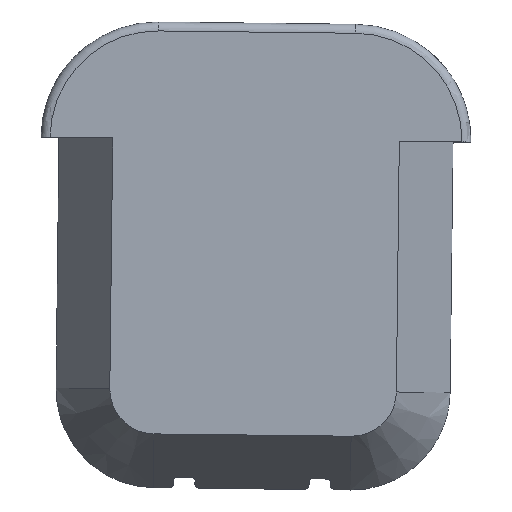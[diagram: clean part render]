
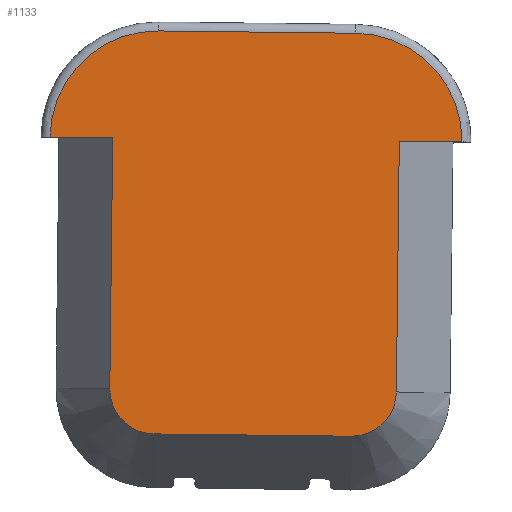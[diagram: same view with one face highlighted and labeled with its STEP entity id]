
A CAD part, top view. The second image highlights one B-rep face of the part: STEP entity #1133.
In plain terms, the highlighted planar face has unit normal (0, 0, 1).
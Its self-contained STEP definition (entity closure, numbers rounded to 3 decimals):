
#68=PLANE('',#1263);
#127=FACE_OUTER_BOUND('',#189,.T.);
#189=EDGE_LOOP('',(#1027,#1028,#1029,#1030,#1031,#1032,#1033,#1034,#1035,
#1036,#1037,#1038));
#237=LINE('',#1749,#337);
#260=LINE('',#1838,#360);
#282=LINE('',#2012,#382);
#284=LINE('',#2021,#384);
#288=LINE('',#2029,#388);
#289=LINE('',#2030,#389);
#292=LINE('',#2036,#392);
#293=LINE('',#2037,#393);
#337=VECTOR('',#1392,10.);
#360=VECTOR('',#1475,10.);
#382=VECTOR('',#1565,10.);
#384=VECTOR('',#1577,10.);
#388=VECTOR('',#1585,10.);
#389=VECTOR('',#1586,10.);
#392=VECTOR('',#1593,10.);
#393=VECTOR('',#1594,10.);
#427=CIRCLE('',#1214,30.);
#433=CIRCLE('',#1223,30.);
#441=CIRCLE('',#1256,12.5);
#442=CIRCLE('',#1258,12.5);
#505=VERTEX_POINT('',#1746);
#506=VERTEX_POINT('',#1748);
#524=VERTEX_POINT('',#1805);
#528=VERTEX_POINT('',#1823);
#529=VERTEX_POINT('',#1825);
#532=VERTEX_POINT('',#1836);
#536=VERTEX_POINT('',#1856);
#547=VERTEX_POINT('',#2010);
#548=VERTEX_POINT('',#2016);
#549=VERTEX_POINT('',#2020);
#551=VERTEX_POINT('',#2028);
#552=VERTEX_POINT('',#2035);
#625=EDGE_CURVE('',#505,#506,#237,.T.);
#659=EDGE_CURVE('',#528,#529,#427,.T.);
#666=EDGE_CURVE('',#529,#532,#260,.T.);
#669=EDGE_CURVE('',#532,#524,#433,.T.);
#706=EDGE_CURVE('',#547,#536,#282,.T.);
#707=EDGE_CURVE('',#506,#547,#441,.T.);
#709=EDGE_CURVE('',#548,#505,#442,.T.);
#710=EDGE_CURVE('',#549,#548,#284,.T.);
#714=EDGE_CURVE('',#524,#551,#288,.T.);
#715=EDGE_CURVE('',#551,#549,#289,.T.);
#718=EDGE_CURVE('',#528,#552,#292,.T.);
#719=EDGE_CURVE('',#536,#552,#293,.T.);
#1027=ORIENTED_EDGE('',*,*,#659,.F.);
#1028=ORIENTED_EDGE('',*,*,#718,.T.);
#1029=ORIENTED_EDGE('',*,*,#719,.F.);
#1030=ORIENTED_EDGE('',*,*,#706,.F.);
#1031=ORIENTED_EDGE('',*,*,#707,.F.);
#1032=ORIENTED_EDGE('',*,*,#625,.F.);
#1033=ORIENTED_EDGE('',*,*,#709,.F.);
#1034=ORIENTED_EDGE('',*,*,#710,.F.);
#1035=ORIENTED_EDGE('',*,*,#715,.F.);
#1036=ORIENTED_EDGE('',*,*,#714,.F.);
#1037=ORIENTED_EDGE('',*,*,#669,.F.);
#1038=ORIENTED_EDGE('',*,*,#666,.F.);
#1133=ADVANCED_FACE('',(#127),#68,.T.);
#1214=AXIS2_PLACEMENT_3D('',#1826,#1459,#1460);
#1223=AXIS2_PLACEMENT_3D('',#1850,#1480,#1481);
#1256=AXIS2_PLACEMENT_3D('',#2014,#1568,#1569);
#1258=AXIS2_PLACEMENT_3D('',#2018,#1573,#1574);
#1263=AXIS2_PLACEMENT_3D('',#2034,#1591,#1592);
#1392=DIRECTION('',(-1.,0.012,0.));
#1459=DIRECTION('center_axis',(0.,0.,
-1.));
#1460=DIRECTION('ref_axis',(-0.699,0.715,0.));
#1475=DIRECTION('',(1.,-0.012,0.));
#1480=DIRECTION('center_axis',(0.,0.,
-1.));
#1481=DIRECTION('ref_axis',(0.715,0.699,0.));
#1565=DIRECTION('',(0.012,1.,0.));
#1568=DIRECTION('center_axis',(0.,0.,
-1.));
#1569=DIRECTION('ref_axis',(-0.012,-1.,0.));
#1573=DIRECTION('center_axis',(0.,0.,
-1.));
#1574=DIRECTION('ref_axis',(1.,-0.012,0.));
#1577=DIRECTION('',(-0.012,-1.,0.));
#1585=DIRECTION('',(-1.,0.012,0.));
#1586=DIRECTION('',(-0.012,-1.,0.));
#1591=DIRECTION('center_axis',(0.,0.,
1.));
#1592=DIRECTION('ref_axis',(1.,0.,0.));
#1593=DIRECTION('',(1.,-0.012,0.));
#1594=DIRECTION('',(0.012,1.,0.));
#1746=CARTESIAN_POINT('',(26.945,-777.503,-169.557));
#1748=CARTESIAN_POINT('',(-28.051,-776.863,-169.557));
#1749=CARTESIAN_POINT('',(26.945,-777.503,-169.557));
#1805=CARTESIAN_POINT('',(57.903,-695.358,-169.539));
#1823=CARTESIAN_POINT('',(-57.089,-694.02,-169.539));
#1825=CARTESIAN_POINT('',(-26.742,-664.371,-169.533));
#1826=CARTESIAN_POINT('Origin',(-27.091,-694.369,-169.539));
#1836=CARTESIAN_POINT('',(28.254,-665.011,-169.533));
#1838=CARTESIAN_POINT('',(-42.991,-664.182,-169.533));
#1850=CARTESIAN_POINT('Origin',(27.905,-695.009,-169.539));
#1856=CARTESIAN_POINT('',(-39.591,-694.25,-169.539));
#2010=CARTESIAN_POINT('',(-40.405,-764.219,-169.554));
#2012=CARTESIAN_POINT('',(-40.405,-764.219,-169.554));
#2014=CARTESIAN_POINT('Origin',(-27.906,-764.364,-169.554));
#2016=CARTESIAN_POINT('',(39.59,-765.15,-169.554));
#2018=CARTESIAN_POINT('Origin',(27.091,-765.004,-169.554));
#2020=CARTESIAN_POINT('',(40.404,-695.181,-169.539));
#2021=CARTESIAN_POINT('',(39.997,-730.152,-169.547));
#2028=CARTESIAN_POINT('',(40.404,-695.154,-169.539));
#2029=CARTESIAN_POINT('',(40.404,-695.154,-169.539));
#2030=CARTESIAN_POINT('',(40.404,-695.154,-169.539));
#2034=CARTESIAN_POINT('Origin',(-59.589,-693.991,-169.539));
#2035=CARTESIAN_POINT('',(-39.59,-694.223,-169.539));
#2036=CARTESIAN_POINT('',(-39.59,-694.223,-169.539));
#2037=CARTESIAN_POINT('',(-39.591,-694.25,-169.539));
